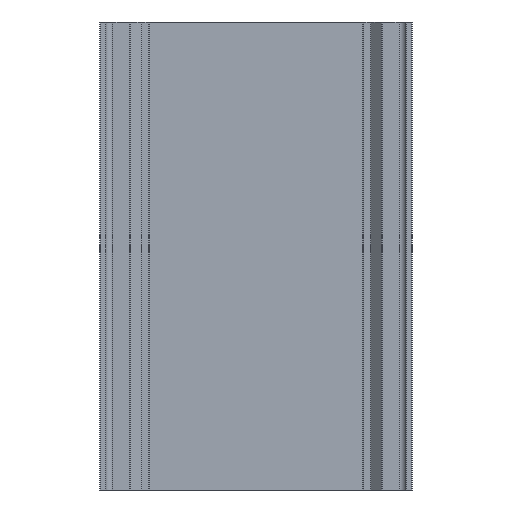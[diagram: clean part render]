
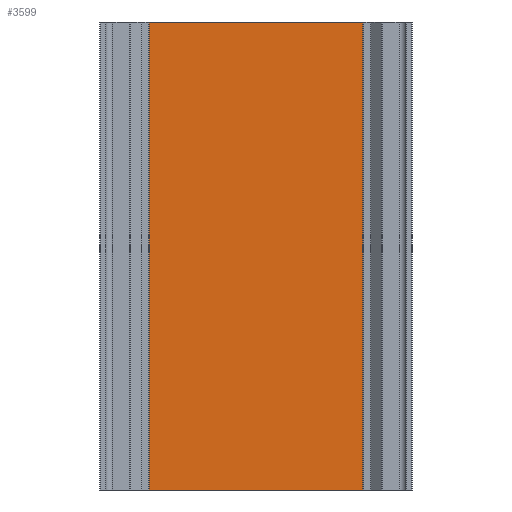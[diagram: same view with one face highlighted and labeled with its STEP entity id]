
A CAD part, front view. The second image highlights one B-rep face of the part: STEP entity #3599.
In plain terms, the highlighted planar face has unit normal (0, -1, 0).
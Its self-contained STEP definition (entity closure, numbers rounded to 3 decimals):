
#73=PLANE('',#3911);
#223=FACE_OUTER_BOUND('',#407,.T.);
#407=EDGE_LOOP('',(#2749,#2750,#2751,#2752));
#705=LINE('',#5808,#1075);
#706=LINE('',#5811,#1076);
#707=LINE('',#5813,#1077);
#708=LINE('',#5814,#1078);
#1075=VECTOR('',#4713,10.);
#1076=VECTOR('',#4716,10.);
#1077=VECTOR('',#4717,10.);
#1078=VECTOR('',#4718,10.);
#1619=VERTEX_POINT('',#5804);
#1620=VERTEX_POINT('',#5806);
#1621=VERTEX_POINT('',#5810);
#1622=VERTEX_POINT('',#5812);
#2093=EDGE_CURVE('',#1619,#1620,#705,.T.);
#2094=EDGE_CURVE('',#1621,#1619,#706,.T.);
#2095=EDGE_CURVE('',#1622,#1620,#707,.T.);
#2096=EDGE_CURVE('',#1621,#1622,#708,.T.);
#2749=ORIENTED_EDGE('',*,*,#2094,.T.);
#2750=ORIENTED_EDGE('',*,*,#2093,.T.);
#2751=ORIENTED_EDGE('',*,*,#2095,.F.);
#2752=ORIENTED_EDGE('',*,*,#2096,.F.);
#3599=ADVANCED_FACE('',(#223),#73,.T.);
#3911=AXIS2_PLACEMENT_3D('',#5809,#4714,#4715);
#4713=DIRECTION('',(0.,0.,1.));
#4714=DIRECTION('center_axis',(0.,-1.,0.));
#4715=DIRECTION('ref_axis',(1.,0.,0.));
#4716=DIRECTION('',(1.,0.,0.));
#4717=DIRECTION('',(1.,0.,0.));
#4718=DIRECTION('',(0.,0.,1.));
#5804=CARTESIAN_POINT('',(35.922,-19.299,0.));
#5806=CARTESIAN_POINT('',(35.922,-19.299,150.));
#5808=CARTESIAN_POINT('',(35.922,-19.299,0.));
#5809=CARTESIAN_POINT('Origin',(-32.578,-19.299,0.));
#5810=CARTESIAN_POINT('',(-32.578,-19.299,0.));
#5811=CARTESIAN_POINT('',(-32.578,-19.299,0.));
#5812=CARTESIAN_POINT('',(-32.578,-19.299,150.));
#5813=CARTESIAN_POINT('',(-32.578,-19.299,150.));
#5814=CARTESIAN_POINT('',(-32.578,-19.299,0.));
